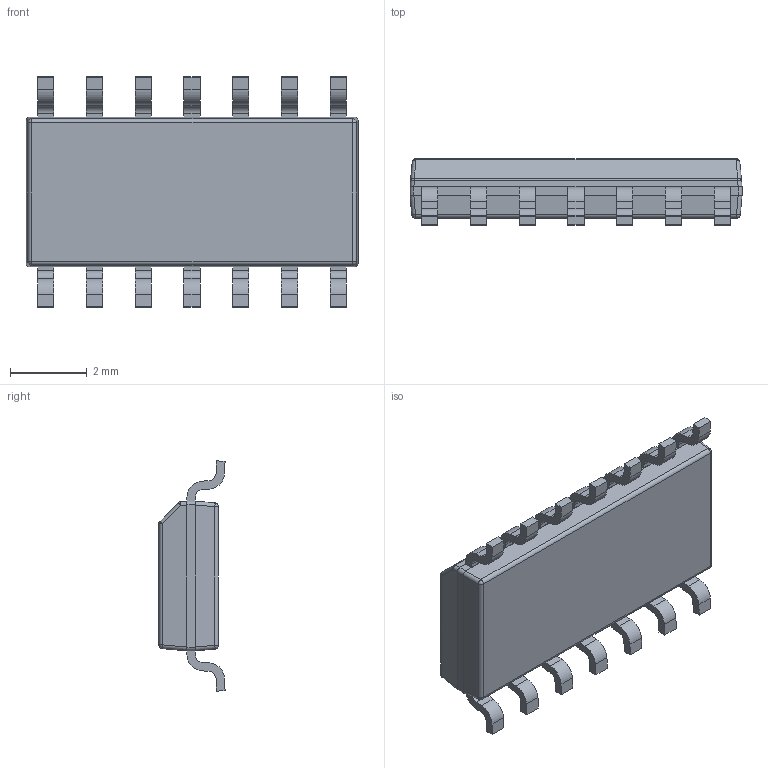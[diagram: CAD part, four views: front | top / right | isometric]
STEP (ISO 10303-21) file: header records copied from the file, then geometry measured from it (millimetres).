
FILE_DESCRIPTION (( 'STEP AP214' ), '1' );
FILE_NAME ('SOIC-14-N.step', '2020-12-07T12:10:42+00:00', 'Stefan Hamminga', '', '', '', '');
FILE_SCHEMA (( 'AUTOMOTIVE_DESIGN' ));
Length unit declared in the file: millimetre
Products named in the file (1): SOIC-14-N
Bounding box: 8.65 x 1.73 x 6 mm (x, y, z)
Volume: 52.1 mm3; surface area: 129.2 mm2
Topology: 15 solids, 15 shells, 245 faces, 622 edges, 400 vertices
Faces by surface type: plane 156, cylinder 79, sphere 10
Entity records: 7439 total; most frequent: CARTESIAN_POINT 1284, DIRECTION 1242, ORIENTED_EDGE 1228, EDGE_CURVE 614, LINE 462, VECTOR 462, VERTEX_POINT 400, AXIS2_PLACEMENT_3D 390
